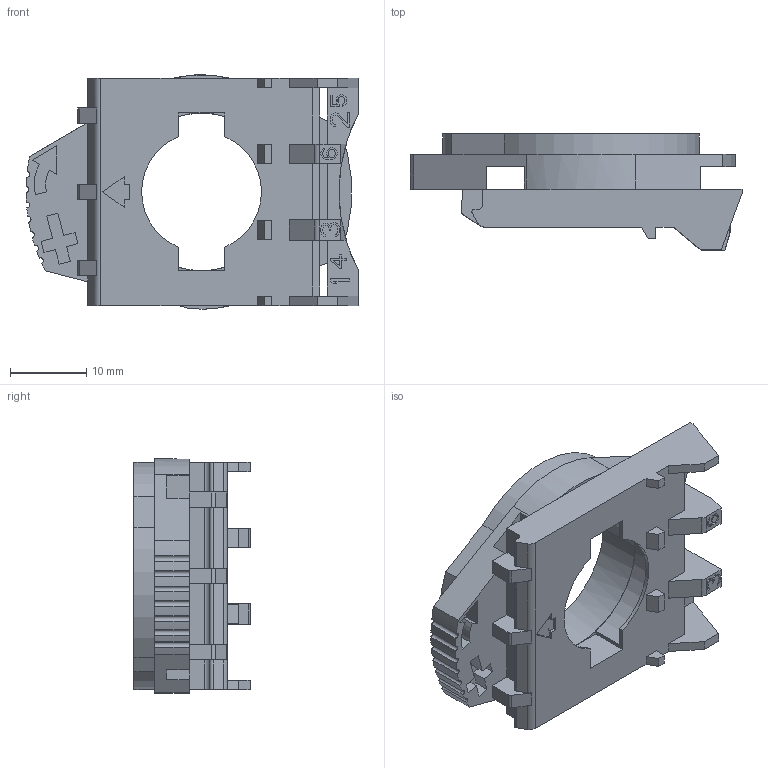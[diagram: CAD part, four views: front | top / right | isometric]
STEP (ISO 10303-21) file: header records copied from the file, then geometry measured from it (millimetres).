
FILE_DESCRIPTION((''),'2;1');
FILE_NAME('800F_AL','2008-06-20T',('abschul1'),('Rockwell Automation'),'PRO/ENGINEER BY PARAMETRIC TECHNOLOGY CORPORATION, 2004320','PRO/ENGINEER BY PARAMETRIC TECHNOLOGY CORPORATION, 2004320','');
FILE_SCHEMA(('CONFIG_CONTROL_DESIGN'));
Length unit declared in the file: millimetre
Products named in the file (1): 800F_AL
Bounding box: 43.5 x 15.22 x 30.7 mm (x, y, z)
Volume: 6317.5 mm3; surface area: 5648.4 mm2
Topology: 1 solids, 1 shells, 414 faces, 1200 edges, 794 vertices
Faces by surface type: plane 363, cylinder 51
Entity records: 13502 total; most frequent: CARTESIAN_POINT 2414, ORIENTED_EDGE 2400, DIRECTION 2143, EDGE_CURVE 1200, VECTOR 1075, LINE 1075, VERTEX_POINT 794, AXIS2_PLACEMENT_3D 534
